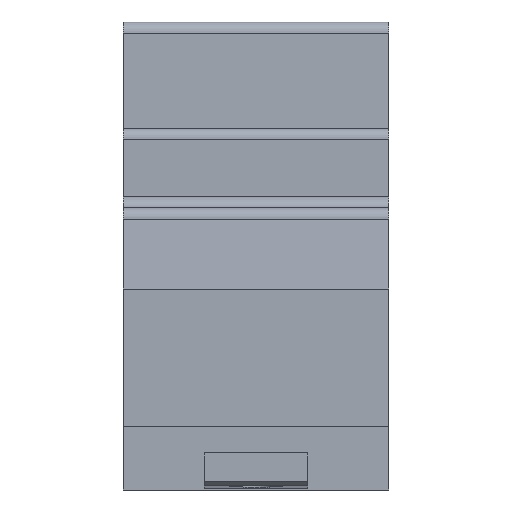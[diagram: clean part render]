
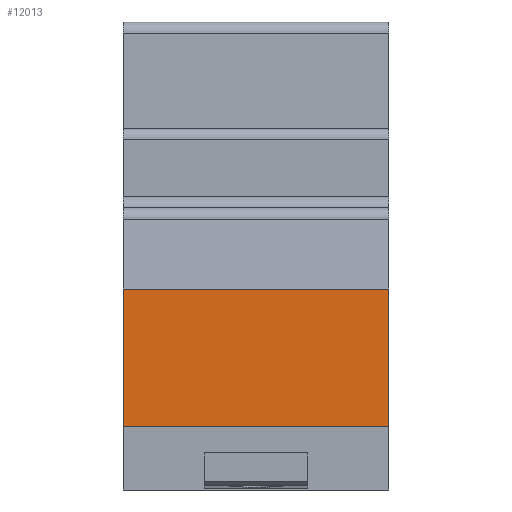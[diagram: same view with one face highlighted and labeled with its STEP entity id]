
A CAD part, front view. The second image highlights one B-rep face of the part: STEP entity #12013.
In plain terms, the highlighted planar face has unit normal (0, -1, 0).
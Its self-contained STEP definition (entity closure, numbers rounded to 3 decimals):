
#11957=CARTESIAN_POINT('',(0.0,-44.7,22.1));
#11958=VERTEX_POINT('',#11957);
#11965=CARTESIAN_POINT('',(35.8,-44.7,22.1));
#11966=VERTEX_POINT('',#11965);
#11967=CARTESIAN_POINT('',(35.8,-44.7,22.1));
#11968=DIRECTION('',(-1.0,0.0,0.0));
#11969=VECTOR('',#11968,35.8);
#11970=LINE('',#11967,#11969);
#11971=EDGE_CURVE('',#11966,#11958,#11970,.T.);
#11983=CARTESIAN_POINT('',(35.8,-44.7,22.1));
#11984=DIRECTION('',(0.0,-1.0,0.0));
#11985=DIRECTION('',(1.0,0.0,0.0));
#11986=AXIS2_PLACEMENT_3D('',#11983,#11984,#11985);
#11987=PLANE('',#11986);
#11988=CARTESIAN_POINT('',(0.0,-44.7,3.6));
#11989=VERTEX_POINT('',#11988);
#11990=CARTESIAN_POINT('',(0.,-44.7,22.1));
#11991=DIRECTION('',(0.0,0.0,-1.0));
#11992=VECTOR('',#11991,18.5);
#11993=LINE('',#11990,#11992);
#11994=EDGE_CURVE('',#11958,#11989,#11993,.T.);
#11995=ORIENTED_EDGE('',*,*,#11994,.T.);
#11996=CARTESIAN_POINT('',(35.8,-44.7,3.6));
#11997=VERTEX_POINT('',#11996);
#11998=CARTESIAN_POINT('',(35.8,-44.7,3.6));
#11999=DIRECTION('',(-1.0,0.0,0.0));
#12000=VECTOR('',#11999,35.8);
#12001=LINE('',#11998,#12000);
#12002=EDGE_CURVE('',#11997,#11989,#12001,.T.);
#12003=ORIENTED_EDGE('',*,*,#12002,.F.);
#12004=CARTESIAN_POINT('',(35.8,-44.7,3.6));
#12005=DIRECTION('',(0.0,0.0,1.0));
#12006=VECTOR('',#12005,18.5);
#12007=LINE('',#12004,#12006);
#12008=EDGE_CURVE('',#11997,#11966,#12007,.T.);
#12009=ORIENTED_EDGE('',*,*,#12008,.T.);
#12010=ORIENTED_EDGE('',*,*,#11971,.T.);
#12011=EDGE_LOOP('',(#11995,#12003,#12009,#12010));
#12012=FACE_OUTER_BOUND('',#12011,.T.);
#12013=ADVANCED_FACE('',(#12012),#11987,.T.);
